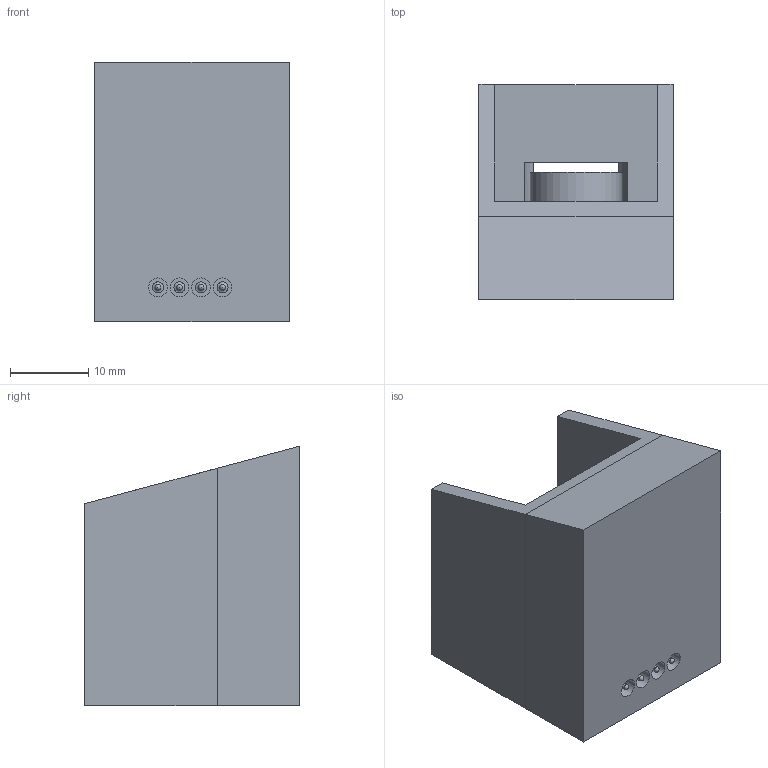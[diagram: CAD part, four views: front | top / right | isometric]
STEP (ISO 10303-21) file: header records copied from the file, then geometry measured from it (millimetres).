
FILE_DESCRIPTION(/* description */ (''),/* implementation_level */ '2;1');
FILE_NAME(/* name */ 'memaker tact switch holder.step',/* time_stamp */ '2019-10-02T03:15:13+09:00',/* author */ (''),/* organization */ (''),/* preprocessor_version */ 'ST-DEVELOPER v18',/* originating_system */ 'Autodesk Translation Framework v8.6.0.1094',/* authorisation */ '');
FILE_SCHEMA (('AUTOMOTIVE_DESIGN { 1 0 10303 214 3 1 1 }'));
Length unit declared in the file: millimetre
Products named in the file (17): switch holder; memaker Tact Switch witout cover; Tactswitch; Tactswitch (1); Tactswitch (1) (3) (5); Tactswitch (1) (3) (4); Tactswitch (2) (3); Tactswitch (1) (2); Tactswitch (1) (1); Tactswitch (1) (9) (1); Tactswitch (1) (9); Tactswitch (2); Tactswitch (2) (1); Tactswitch (1) (6); Tactswitch (1) (4); Tactswitch (1) (3); Tactswitch (1) (1) (1)
Assembly tree (16 placements, depth 4):
  switch holder
    memaker Tact Switch witout cover
      Tactswitch
        Tactswitch (1)
        Tactswitch (1) (3) (5)
        Tactswitch (1) (3) (4)
        Tactswitch (2) (3)
        Tactswitch (1) (2)
        Tactswitch (1) (1)
        Tactswitch (1) (9) (1)
        Tactswitch (1) (9)
        Tactswitch (2)
        Tactswitch (2) (1)
        Tactswitch (1) (6)
        Tactswitch (1) (4)
        Tactswitch (1) (3)
        Tactswitch (1) (1) (1)
Bounding box: 24.8 x 27.44 x 33.15 mm (x, y, z)
Volume: 9737.5 mm3; surface area: 10905.3 mm2
Topology: 16 solids, 16 shells, 187 faces, 457 edges, 306 vertices
Faces by surface type: plane 155, cylinder 24, sphere 4, torus 4
Full cylindrical faces by diameter (mm): 0.7 x16, 2.4 x4, 6.6 x1, 11.7 x1, 13 x1
Entity records: 6046 total; most frequent: CARTESIAN_POINT 979, DIRECTION 969, ORIENTED_EDGE 906, EDGE_CURVE 453, LINE 377, VECTOR 377, VERTEX_POINT 306, AXIS2_PLACEMENT_3D 296
